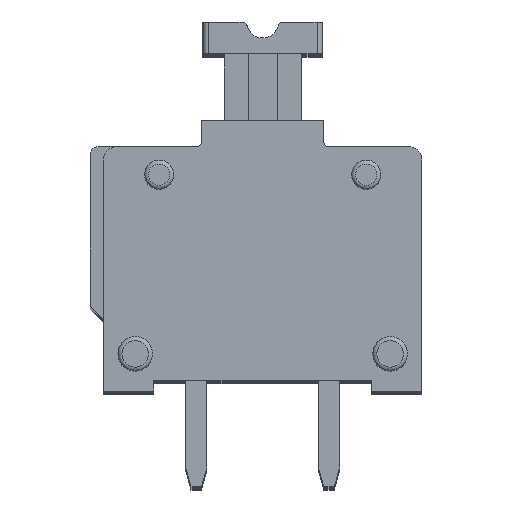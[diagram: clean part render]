
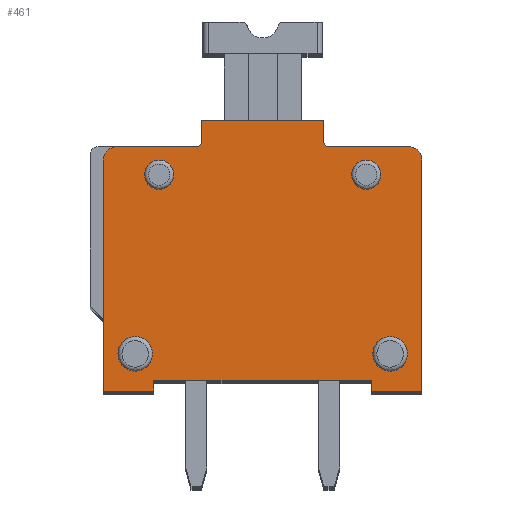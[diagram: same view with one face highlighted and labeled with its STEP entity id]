
A CAD part, top view. The second image highlights one B-rep face of the part: STEP entity #461.
In plain terms, the highlighted planar face has unit normal (0, 0, 1).
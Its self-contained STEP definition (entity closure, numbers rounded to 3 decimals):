
#461 = ADVANCED_FACE( '', ( #888, #889, #890, #891, #892 ), #893, .T. );
#888 = FACE_OUTER_BOUND( '', #1362, .T. );
#889 = FACE_BOUND( '', #1363, .T. );
#890 = FACE_BOUND( '', #1364, .T. );
#891 = FACE_BOUND( '', #1365, .T. );
#892 = FACE_BOUND( '', #1366, .T. );
#893 = PLANE( '', #1367 );
#1362 = EDGE_LOOP( '', ( #2047, #2048, #2049, #2050, #2051, #2052, #2053, #2054, #2055, #2056, #2057, #2058, #2059, #2060, #2061, #2062 ) );
#1363 = EDGE_LOOP( '', ( #2063 ) );
#1364 = EDGE_LOOP( '', ( #2064 ) );
#1365 = EDGE_LOOP( '', ( #2065 ) );
#1366 = EDGE_LOOP( '', ( #2066 ) );
#1367 = AXIS2_PLACEMENT_3D( '', #2067, #2068, #2069 );
#2047 = ORIENTED_EDGE( '', *, *, #3146, .T. );
#2048 = ORIENTED_EDGE( '', *, *, #3147, .T. );
#2049 = ORIENTED_EDGE( '', *, *, #3128, .F. );
#2050 = ORIENTED_EDGE( '', *, *, #3148, .F. );
#2051 = ORIENTED_EDGE( '', *, *, #3103, .F. );
#2052 = ORIENTED_EDGE( '', *, *, #3149, .T. );
#2053 = ORIENTED_EDGE( '', *, *, #3150, .F. );
#2054 = ORIENTED_EDGE( '', *, *, #3151, .F. );
#2055 = ORIENTED_EDGE( '', *, *, #3152, .T. );
#2056 = ORIENTED_EDGE( '', *, *, #3153, .T. );
#2057 = ORIENTED_EDGE( '', *, *, #3154, .T. );
#2058 = ORIENTED_EDGE( '', *, *, #3006, .T. );
#2059 = ORIENTED_EDGE( '', *, *, #3155, .T. );
#2060 = ORIENTED_EDGE( '', *, *, #3156, .F. );
#2061 = ORIENTED_EDGE( '', *, *, #3157, .T. );
#2062 = ORIENTED_EDGE( '', *, *, #3158, .F. );
#2063 = ORIENTED_EDGE( '', *, *, #3159, .F. );
#2064 = ORIENTED_EDGE( '', *, *, #3067, .F. );
#2065 = ORIENTED_EDGE( '', *, *, #3118, .F. );
#2066 = ORIENTED_EDGE( '', *, *, #3160, .F. );
#2067 = CARTESIAN_POINT( '', ( 5.954, 7.756, 3. ) );
#2068 = DIRECTION( '', ( 0., 0., 1. ) );
#2069 = DIRECTION( '', ( 1., 0., 0. ) );
#3006 = EDGE_CURVE( '', #3533, #3538, #3540, .T. );
#3067 = EDGE_CURVE( '', #3645, #3645, #3646, .T. );
#3103 = EDGE_CURVE( '', #3699, #3701, #3702, .T. );
#3118 = EDGE_CURVE( '', #3724, #3724, #3725, .T. );
#3128 = EDGE_CURVE( '', #3739, #3741, #3742, .T. );
#3146 = EDGE_CURVE( '', #3769, #3770, #3771, .T. );
#3147 = EDGE_CURVE( '', #3770, #3741, #3772, .T. );
#3148 = EDGE_CURVE( '', #3701, #3739, #3773, .T. );
#3149 = EDGE_CURVE( '', #3699, #3774, #3775, .T. );
#3150 = EDGE_CURVE( '', #3776, #3774, #3777, .T. );
#3151 = EDGE_CURVE( '', #3778, #3776, #3779, .T. );
#3152 = EDGE_CURVE( '', #3778, #3780, #3781, .T. );
#3153 = EDGE_CURVE( '', #3780, #3782, #3783, .T. );
#3154 = EDGE_CURVE( '', #3782, #3533, #3784, .T. );
#3155 = EDGE_CURVE( '', #3538, #3785, #3786, .T. );
#3156 = EDGE_CURVE( '', #3787, #3785, #3788, .T. );
#3157 = EDGE_CURVE( '', #3787, #3789, #3790, .T. );
#3158 = EDGE_CURVE( '', #3769, #3789, #3791, .T. );
#3159 = EDGE_CURVE( '', #3792, #3792, #3793, .T. );
#3160 = EDGE_CURVE( '', #3794, #3794, #3795, .T. );
#3533 = VERTEX_POINT( '', #4289 );
#3538 = VERTEX_POINT( '', #4296 );
#3540 = LINE( '', #4299, #4300 );
#3645 = VERTEX_POINT( '', #4437 );
#3646 = CIRCLE( '', #4438, 0.55 );
#3699 = VERTEX_POINT( '', #4554 );
#3701 = VERTEX_POINT( '', #4557 );
#3702 = LINE( '', #4558, #4559 );
#3724 = VERTEX_POINT( '', #4586 );
#3725 = CIRCLE( '', #4587, 0.65 );
#3739 = VERTEX_POINT( '', #4604 );
#3741 = VERTEX_POINT( '', #4607 );
#3742 = LINE( '', #4608, #4609 );
#3769 = VERTEX_POINT( '', #4646 );
#3770 = VERTEX_POINT( '', #4647 );
#3771 = LINE( '', #4648, #4649 );
#3772 = LINE( '', #4650, #4651 );
#3773 = LINE( '', #4652, #4653 );
#3774 = VERTEX_POINT( '', #4654 );
#3775 = LINE( '', #4655, #4656 );
#3776 = VERTEX_POINT( '', #4657 );
#3777 = LINE( '', #4658, #4659 );
#3778 = VERTEX_POINT( '', #4660 );
#3779 = CIRCLE( '', #4661, 0.5 );
#3780 = VERTEX_POINT( '', #4662 );
#3781 = LINE( '', #4663, #4664 );
#3782 = VERTEX_POINT( '', #4665 );
#3783 = CIRCLE( '', #4666, 0.2 );
#3784 = LINE( '', #4667, #4668 );
#3785 = VERTEX_POINT( '', #4669 );
#3786 = LINE( '', #4670, #4671 );
#3787 = VERTEX_POINT( '', #4672 );
#3788 = CIRCLE( '', #4673, 0.2 );
#3789 = VERTEX_POINT( '', #4674 );
#3790 = LINE( '', #4675, #4676 );
#3791 = CIRCLE( '', #4677, 0.5 );
#3792 = VERTEX_POINT( '', #4678 );
#3793 = CIRCLE( '', #4679, 0.65 );
#3794 = VERTEX_POINT( '', #4680 );
#3795 = CIRCLE( '', #4681, 0.55 );
#4289 = CARTESIAN_POINT( '', ( 8.3, 10.2, 3. ) );
#4296 = CARTESIAN_POINT( '', ( 3.7, 10.2, 3. ) );
#4299 = CARTESIAN_POINT( '', ( 7.771, 10.2, 3. ) );
#4300 = VECTOR( '', #5221, 1000. );
#4437 = CARTESIAN_POINT( '', ( 2.65, 8.15, 3. ) );
#4438 = AXIS2_PLACEMENT_3D( '', #5308, #5309, #5310 );
#4554 = CARTESIAN_POINT( '', ( 10.1, 0., 3. ) );
#4557 = CARTESIAN_POINT( '', ( 10.1, 0.4, 3. ) );
#4558 = CARTESIAN_POINT( '', ( 10.1, 7.285, 3. ) );
#4559 = VECTOR( '', #5339, 1000. );
#4586 = CARTESIAN_POINT( '', ( 1.85, 1.4, 3. ) );
#4587 = AXIS2_PLACEMENT_3D( '', #5360, #5361, #5362 );
#4604 = CARTESIAN_POINT( '', ( 1.9, 0.4, 3. ) );
#4607 = CARTESIAN_POINT( '', ( 1.9, 0., 3. ) );
#4608 = CARTESIAN_POINT( '', ( 1.9, 7.285, 3. ) );
#4609 = VECTOR( '', #5373, 1000. );
#4646 = CARTESIAN_POINT( '', ( 0., 8.7, 3. ) );
#4647 = CARTESIAN_POINT( '', ( 0., 0., 3. ) );
#4648 = CARTESIAN_POINT( '', ( 0., 7.285, 3. ) );
#4649 = VECTOR( '', #5390, 1000. );
#4650 = CARTESIAN_POINT( '', ( 7.771, 0., 3. ) );
#4651 = VECTOR( '', #5391, 1000. );
#4652 = CARTESIAN_POINT( '', ( 7.771, 0.4, 3. ) );
#4653 = VECTOR( '', #5392, 1000. );
#4654 = CARTESIAN_POINT( '', ( 12., 0., 3. ) );
#4655 = CARTESIAN_POINT( '', ( 7.771, 0., 3. ) );
#4656 = VECTOR( '', #5393, 1000. );
#4657 = CARTESIAN_POINT( '', ( 12., 8.7, 3. ) );
#4658 = CARTESIAN_POINT( '', ( 12., 7.285, 3. ) );
#4659 = VECTOR( '', #5394, 1000. );
#4660 = CARTESIAN_POINT( '', ( 11.5, 9.2, 3. ) );
#4661 = AXIS2_PLACEMENT_3D( '', #5395, #5396, #5397 );
#4662 = CARTESIAN_POINT( '', ( 8.5, 9.2, 3. ) );
#4663 = CARTESIAN_POINT( '', ( 7.771, 9.2, 3. ) );
#4664 = VECTOR( '', #5398, 1000. );
#4665 = CARTESIAN_POINT( '', ( 8.3, 9.4, 3. ) );
#4666 = AXIS2_PLACEMENT_3D( '', #5399, #5400, #5401 );
#4667 = CARTESIAN_POINT( '', ( 8.3, 7.285, 3. ) );
#4668 = VECTOR( '', #5402, 1000. );
#4669 = CARTESIAN_POINT( '', ( 3.7, 9.4, 3. ) );
#4670 = CARTESIAN_POINT( '', ( 3.7, 7.285, 3. ) );
#4671 = VECTOR( '', #5403, 1000. );
#4672 = CARTESIAN_POINT( '', ( 3.5, 9.2, 3. ) );
#4673 = AXIS2_PLACEMENT_3D( '', #5404, #5405, #5406 );
#4674 = CARTESIAN_POINT( '', ( 0.5, 9.2, 3. ) );
#4675 = CARTESIAN_POINT( '', ( 7.771, 9.2, 3. ) );
#4676 = VECTOR( '', #5407, 1000. );
#4677 = AXIS2_PLACEMENT_3D( '', #5408, #5409, #5410 );
#4678 = CARTESIAN_POINT( '', ( 11.45, 1.4, 3. ) );
#4679 = AXIS2_PLACEMENT_3D( '', #5411, #5412, #5413 );
#4680 = CARTESIAN_POINT( '', ( 10.45, 8.15, 3. ) );
#4681 = AXIS2_PLACEMENT_3D( '', #5414, #5415, #5416 );
#5221 = DIRECTION( '', ( -1., 0., 0. ) );
#5308 = CARTESIAN_POINT( '', ( 2.1, 8.15, 3. ) );
#5309 = DIRECTION( '', ( 0., 0., 1. ) );
#5310 = DIRECTION( '', ( 1., 0., 0. ) );
#5339 = DIRECTION( '', ( 0., 1., 0. ) );
#5360 = CARTESIAN_POINT( '', ( 1.2, 1.4, 3. ) );
#5361 = DIRECTION( '', ( 0., 0., 1. ) );
#5362 = DIRECTION( '', ( 1., 0., 0. ) );
#5373 = DIRECTION( '', ( 0., -1., 0. ) );
#5390 = DIRECTION( '', ( 0., -1., 0. ) );
#5391 = DIRECTION( '', ( 1., 0., 0. ) );
#5392 = DIRECTION( '', ( -1., 0., 0. ) );
#5393 = DIRECTION( '', ( 1., 0., 0. ) );
#5394 = DIRECTION( '', ( 0., -1., 0. ) );
#5395 = CARTESIAN_POINT( '', ( 11.5, 8.7, 3. ) );
#5396 = DIRECTION( '', ( 0., 0., -1. ) );
#5397 = DIRECTION( '', ( -1., 0., 0. ) );
#5398 = DIRECTION( '', ( -1., 0., 0. ) );
#5399 = CARTESIAN_POINT( '', ( 8.5, 9.4, 3. ) );
#5400 = DIRECTION( '', ( 0., 0., -1. ) );
#5401 = DIRECTION( '', ( -1., 0., 0. ) );
#5402 = DIRECTION( '', ( 0., 1., 0. ) );
#5403 = DIRECTION( '', ( 0., -1., 0. ) );
#5404 = CARTESIAN_POINT( '', ( 3.5, 9.4, 3. ) );
#5405 = DIRECTION( '', ( 0., 0., 1. ) );
#5406 = DIRECTION( '', ( 1., 0., 0. ) );
#5407 = DIRECTION( '', ( -1., 0., 0. ) );
#5408 = CARTESIAN_POINT( '', ( 0.5, 8.7, 3. ) );
#5409 = DIRECTION( '', ( 0., 0., -1. ) );
#5410 = DIRECTION( '', ( -1., 0., 0. ) );
#5411 = CARTESIAN_POINT( '', ( 10.8, 1.4, 3. ) );
#5412 = DIRECTION( '', ( 0., 0., 1. ) );
#5413 = DIRECTION( '', ( 1., 0., 0. ) );
#5414 = CARTESIAN_POINT( '', ( 9.9, 8.15, 3. ) );
#5415 = DIRECTION( '', ( 0., 0., 1. ) );
#5416 = DIRECTION( '', ( 1., 0., 0. ) );
